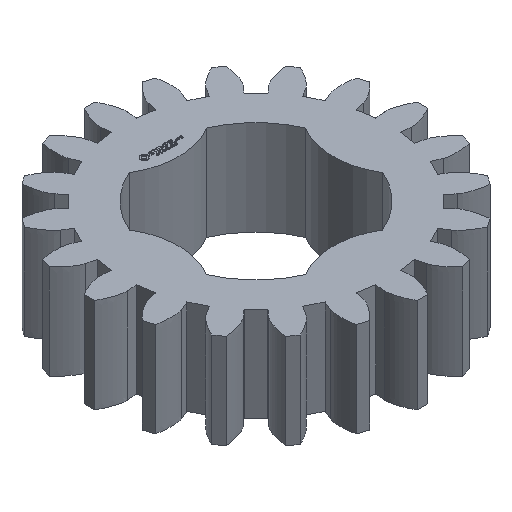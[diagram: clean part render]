
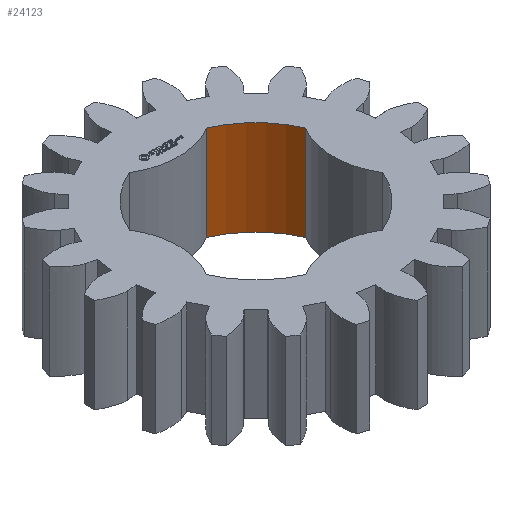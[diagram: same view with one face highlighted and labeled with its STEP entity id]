
A CAD part, isometric view. The second image highlights one B-rep face of the part: STEP entity #24123.
In plain terms, the highlighted cylindrical face has radius 6.35 mm (diameter 12.7 mm), a partial arc.
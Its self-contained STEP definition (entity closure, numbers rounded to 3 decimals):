
#93 = PLANE('',#94);
#94 = AXIS2_PLACEMENT_3D('',#95,#96,#97);
#95 = CARTESIAN_POINT('',(0.,0.,6.25));
#96 = DIRECTION('',(0.,0.,1.));
#97 = DIRECTION('',(1.,0.,0.));
#168 = PLANE('',#169);
#169 = AXIS2_PLACEMENT_3D('',#170,#171,#172);
#170 = CARTESIAN_POINT('',(0.,0.,0.));
#171 = DIRECTION('',(0.,0.,1.));
#172 = DIRECTION('',(1.,0.,0.));
#5954 = VERTEX_POINT('',#5955);
#5955 = CARTESIAN_POINT('',(2.55,5.816,0.));
#5970 = CYLINDRICAL_SURFACE('',#5971,4.9);
#5971 = AXIS2_PLACEMENT_3D('',#5972,#5973,#5974);
#5972 = CARTESIAN_POINT('',(0.,10.,0.));
#5973 = DIRECTION('',(0.,-0.,-1.));
#5974 = DIRECTION('',(0.707,0.707,0.));
#5982 = EDGE_CURVE('',#5983,#5954,#5985,.T.);
#5983 = VERTEX_POINT('',#5984);
#5984 = CARTESIAN_POINT('',(5.816,2.55,0.));
#5985 = SURFACE_CURVE('',#5986,(#5991,#5998),.PCURVE_S1.);
#5986 = CIRCLE('',#5987,6.35);
#5987 = AXIS2_PLACEMENT_3D('',#5988,#5989,#5990);
#5988 = CARTESIAN_POINT('',(0.,0.,0.));
#5989 = DIRECTION('',(0.,-0.,1.));
#5990 = DIRECTION('',(0.707,0.707,0.));
#5991 = PCURVE('',#168,#5992);
#5992 = DEFINITIONAL_REPRESENTATION('',(#5993),#5997);
#5993 = CIRCLE('',#5994,6.35);
#5994 = AXIS2_PLACEMENT_2D('',#5995,#5996);
#5995 = CARTESIAN_POINT('',(0.,0.));
#5996 = DIRECTION('',(0.707,0.707));
#5997 = ( GEOMETRIC_REPRESENTATION_CONTEXT(2) 
PARAMETRIC_REPRESENTATION_CONTEXT() REPRESENTATION_CONTEXT('2D SPACE',''
  ) );
#5998 = PCURVE('',#5999,#6004);
#5999 = CYLINDRICAL_SURFACE('',#6000,6.35);
#6000 = AXIS2_PLACEMENT_3D('',#6001,#6002,#6003);
#6001 = CARTESIAN_POINT('',(0.,0.,0.));
#6002 = DIRECTION('',(0.,-0.,-1.));
#6003 = DIRECTION('',(0.707,0.707,0.));
#6004 = DEFINITIONAL_REPRESENTATION('',(#6005),#6009);
#6005 = LINE('',#6006,#6007);
#6006 = CARTESIAN_POINT('',(-0.,0.));
#6007 = VECTOR('',#6008,1.);
#6008 = DIRECTION('',(-1.,0.));
#6009 = ( GEOMETRIC_REPRESENTATION_CONTEXT(2) 
PARAMETRIC_REPRESENTATION_CONTEXT() REPRESENTATION_CONTEXT('2D SPACE',''
  ) );
#6028 = CYLINDRICAL_SURFACE('',#6029,4.9);
#6029 = AXIS2_PLACEMENT_3D('',#6030,#6031,#6032);
#6030 = CARTESIAN_POINT('',(10.,0.,0.));
#6031 = DIRECTION('',(0.,-0.,-1.));
#6032 = DIRECTION('',(0.707,0.707,0.));
#10170 = VERTEX_POINT('',#10171);
#10171 = CARTESIAN_POINT('',(2.55,5.816,6.25));
#10193 = EDGE_CURVE('',#10194,#10170,#10196,.T.);
#10194 = VERTEX_POINT('',#10195);
#10195 = CARTESIAN_POINT('',(5.816,2.55,6.25));
#10196 = SURFACE_CURVE('',#10197,(#10202,#10209),.PCURVE_S1.);
#10197 = CIRCLE('',#10198,6.35);
#10198 = AXIS2_PLACEMENT_3D('',#10199,#10200,#10201);
#10199 = CARTESIAN_POINT('',(0.,0.,6.25)
  );
#10200 = DIRECTION('',(0.,-0.,1.));
#10201 = DIRECTION('',(0.707,0.707,0.));
#10202 = PCURVE('',#93,#10203);
#10203 = DEFINITIONAL_REPRESENTATION('',(#10204),#10208);
#10204 = CIRCLE('',#10205,6.35);
#10205 = AXIS2_PLACEMENT_2D('',#10206,#10207);
#10206 = CARTESIAN_POINT('',(0.,0.));
#10207 = DIRECTION('',(0.707,0.707));
#10208 = ( GEOMETRIC_REPRESENTATION_CONTEXT(2) 
PARAMETRIC_REPRESENTATION_CONTEXT() REPRESENTATION_CONTEXT('2D SPACE',''
  ) );
#10209 = PCURVE('',#5999,#10210);
#10210 = DEFINITIONAL_REPRESENTATION('',(#10211),#10215);
#10211 = LINE('',#10212,#10213);
#10212 = CARTESIAN_POINT('',(-0.,-6.25));
#10213 = VECTOR('',#10214,1.);
#10214 = DIRECTION('',(-1.,0.));
#10215 = ( GEOMETRIC_REPRESENTATION_CONTEXT(2) 
PARAMETRIC_REPRESENTATION_CONTEXT() REPRESENTATION_CONTEXT('2D SPACE',''
  ) );
#24100 = EDGE_CURVE('',#5983,#10194,#24101,.T.);
#24101 = SURFACE_CURVE('',#24102,(#24106,#24113),.PCURVE_S1.);
#24102 = LINE('',#24103,#24104);
#24103 = CARTESIAN_POINT('',(5.816,2.55,0.));
#24104 = VECTOR('',#24105,1.);
#24105 = DIRECTION('',(0.,0.,1.));
#24106 = PCURVE('',#6028,#24107);
#24107 = DEFINITIONAL_REPRESENTATION('',(#24108),#24112);
#24108 = LINE('',#24109,#24110);
#24109 = CARTESIAN_POINT('',(-1.809,0.));
#24110 = VECTOR('',#24111,1.);
#24111 = DIRECTION('',(-0.,-1.));
#24112 = ( GEOMETRIC_REPRESENTATION_CONTEXT(2) 
PARAMETRIC_REPRESENTATION_CONTEXT() REPRESENTATION_CONTEXT('2D SPACE',''
  ) );
#24113 = PCURVE('',#5999,#24114);
#24114 = DEFINITIONAL_REPRESENTATION('',(#24115),#24119);
#24115 = LINE('',#24116,#24117);
#24116 = CARTESIAN_POINT('',(-5.911,0.));
#24117 = VECTOR('',#24118,1.);
#24118 = DIRECTION('',(-0.,-1.));
#24119 = ( GEOMETRIC_REPRESENTATION_CONTEXT(2) 
PARAMETRIC_REPRESENTATION_CONTEXT() REPRESENTATION_CONTEXT('2D SPACE',''
  ) );
#24123 = ADVANCED_FACE('',(#24124),#5999,.F.);
#24124 = FACE_BOUND('',#24125,.T.);
#24125 = EDGE_LOOP('',(#24126,#24127,#24128,#24149));
#24126 = ORIENTED_EDGE('',*,*,#24100,.T.);
#24127 = ORIENTED_EDGE('',*,*,#10193,.T.);
#24128 = ORIENTED_EDGE('',*,*,#24129,.F.);
#24129 = EDGE_CURVE('',#5954,#10170,#24130,.T.);
#24130 = SURFACE_CURVE('',#24131,(#24135,#24142),.PCURVE_S1.);
#24131 = LINE('',#24132,#24133);
#24132 = CARTESIAN_POINT('',(2.55,5.816,0.));
#24133 = VECTOR('',#24134,1.);
#24134 = DIRECTION('',(0.,0.,1.));
#24135 = PCURVE('',#5999,#24136);
#24136 = DEFINITIONAL_REPRESENTATION('',(#24137),#24141);
#24137 = LINE('',#24138,#24139);
#24138 = CARTESIAN_POINT('',(-6.655,0.));
#24139 = VECTOR('',#24140,1.);
#24140 = DIRECTION('',(-0.,-1.));
#24141 = ( GEOMETRIC_REPRESENTATION_CONTEXT(2) 
PARAMETRIC_REPRESENTATION_CONTEXT() REPRESENTATION_CONTEXT('2D SPACE',''
  ) );
#24142 = PCURVE('',#5970,#24143);
#24143 = DEFINITIONAL_REPRESENTATION('',(#24144),#24148);
#24144 = LINE('',#24145,#24146);
#24145 = CARTESIAN_POINT('',(-4.474,0.));
#24146 = VECTOR('',#24147,1.);
#24147 = DIRECTION('',(-0.,-1.));
#24148 = ( GEOMETRIC_REPRESENTATION_CONTEXT(2) 
PARAMETRIC_REPRESENTATION_CONTEXT() REPRESENTATION_CONTEXT('2D SPACE',''
  ) );
#24149 = ORIENTED_EDGE('',*,*,#5982,.F.);
